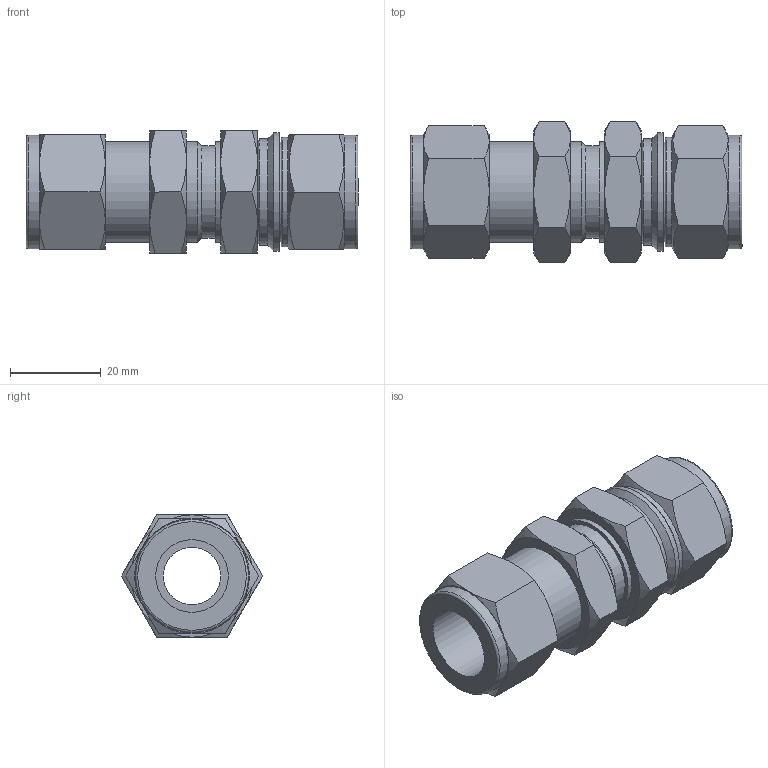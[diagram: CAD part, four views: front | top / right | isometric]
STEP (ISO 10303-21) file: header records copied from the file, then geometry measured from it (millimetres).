
FILE_DESCRIPTION(/* description */ (''),/* implementation_level */ '2;1');
FILE_NAME(/* name */ 'SBHUI-10.stp',/* time_stamp */ '2022-04-22T16:32:01+09:00',/* author */ ('user'),/* organization */ (''),/* preprocessor_version */ 'ST-DEVELOPER v18.1',/* originating_system */ 'Autodesk Inventor 2022',/* authorisation */ '');
FILE_SCHEMA (('AUTOMOTIVE_DESIGN { 1 0 10303 214 3 1 1 }'));
Length unit declared in the file: millimetre
Products named in the file (1): SBHUI-10
Bounding box: 73.35 x 31.18 x 27 mm (x, y, z)
Volume: 24482.6 mm3; surface area: 12329.2 mm2
Topology: 1 solids, 1 shells, 101 faces, 211 edges, 124 vertices
Faces by surface type: cone 45, plane 38, cylinder 15, torus 3
Full cylindrical faces by diameter (mm): 12.7 x1, 16.05 x2, 20.4 x2, 20.8 x1, 22.2 x1, 22.22 x3, 23.5 x1, 24.3 x1, 25 x2, 26.1 x1
Entity records: 2605 total; most frequent: CARTESIAN_POINT 605, ORIENTED_EDGE 422, DIRECTION 410, EDGE_CURVE 211, AXIS2_PLACEMENT_3D 181, VERTEX_POINT 124, EDGE_LOOP 115, FACE_OUTER_BOUND 101
